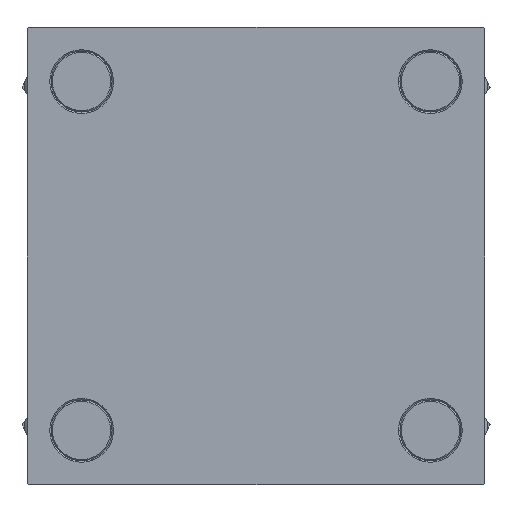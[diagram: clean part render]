
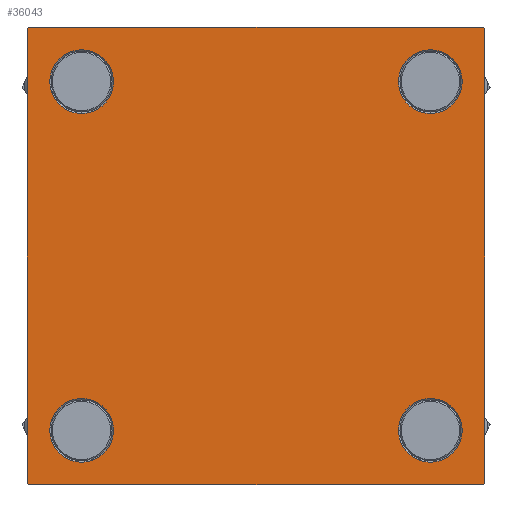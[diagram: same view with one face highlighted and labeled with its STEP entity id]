
A CAD part, left-side view. The second image highlights one B-rep face of the part: STEP entity #36043.
In plain terms, the highlighted planar face has unit normal (-1, 0, 0).
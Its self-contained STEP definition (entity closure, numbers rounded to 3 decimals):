
#1214 = ORIENTED_EDGE ( 'NONE', *, *, #8347, .T. ) ;
#1446 = DIRECTION ( 'NONE',  ( 1., 0., 0. ) ) ;
#1910 = CARTESIAN_POINT ( 'NONE',  ( 0., -62.95, -51.45 ) ) ;
#1998 = DIRECTION ( 'NONE',  ( 1., 0., 0. ) ) ;
#2589 = CARTESIAN_POINT ( 'NONE',  ( 0., -62.95, -62.95 ) ) ;
#2924 = CARTESIAN_POINT ( 'NONE',  ( 0., -62.95, 51.45 ) ) ;
#3281 = DIRECTION ( 'NONE',  ( 0., 0., 1. ) ) ;
#3739 = ORIENTED_EDGE ( 'NONE', *, *, #32744, .T. ) ;
#3994 = EDGE_CURVE ( 'NONE', #21854, #22511, #24224, .T. ) ;
#4232 = VERTEX_POINT ( 'NONE', #36387 ) ;
#4570 = EDGE_CURVE ( 'NONE', #22418, #6643, #9875, .T. ) ;
#5291 = ORIENTED_EDGE ( 'NONE', *, *, #40483, .T. ) ;
#5365 = FACE_BOUND ( 'NONE', #42176, .T. ) ;
#5623 = CARTESIAN_POINT ( 'NONE',  ( 0., 0., 0. ) ) ;
#6643 = VERTEX_POINT ( 'NONE', #1910 ) ;
#6944 = ORIENTED_EDGE ( 'NONE', *, *, #3994, .T. ) ;
#7158 = EDGE_CURVE ( 'NONE', #6643, #22418, #8310, .T. ) ;
#7211 = DIRECTION ( 'NONE',  ( 0., 0., -1. ) ) ;
#7260 = AXIS2_PLACEMENT_3D ( 'NONE', #24504, #35722, #28062 ) ;
#8250 = EDGE_CURVE ( 'NONE', #29769, #15652, #49880, .T. ) ;
#8310 = CIRCLE ( 'NONE', #18058, 11.5 ) ;
#8347 = EDGE_CURVE ( 'NONE', #22511, #4232, #13288, .T. ) ;
#8629 = LINE ( 'NONE', #27997, #41127 ) ;
#8651 = CARTESIAN_POINT ( 'NONE',  ( 0., 62.95, -62.95 ) ) ;
#8849 = CIRCLE ( 'NONE', #16180, 11.5 ) ;
#9232 = VERTEX_POINT ( 'NONE', #14682 ) ;
#9336 = EDGE_CURVE ( 'NONE', #15116, #27988, #31989, .T. ) ;
#9875 = CIRCLE ( 'NONE', #16409, 11.5 ) ;
#9928 = ORIENTED_EDGE ( 'NONE', *, *, #26298, .F. ) ;
#9930 = CARTESIAN_POINT ( 'NONE',  ( 0., 62.95, 62.95 ) ) ;
#10330 = VERTEX_POINT ( 'NONE', #18075 ) ;
#10477 = ORIENTED_EDGE ( 'NONE', *, *, #4570, .T. ) ;
#10790 = LINE ( 'NONE', #34742, #38770 ) ;
#11113 = DIRECTION ( 'NONE',  ( 1., 0., 0. ) ) ;
#11631 = DIRECTION ( 'NONE',  ( 1., 0., 0. ) ) ;
#11895 = VERTEX_POINT ( 'NONE', #29440 ) ;
#12050 = CARTESIAN_POINT ( 'NONE',  ( 0., 82., 82.5 ) ) ;
#12191 = DIRECTION ( 'NONE',  ( 0., -0.707, -0.707 ) ) ;
#12784 = ORIENTED_EDGE ( 'NONE', *, *, #20898, .T. ) ;
#13288 = LINE ( 'NONE', #47215, #49111 ) ;
#13289 = FACE_OUTER_BOUND ( 'NONE', #45656, .T. ) ;
#13500 = DIRECTION ( 'NONE',  ( 0., 0.707, -0.707 ) ) ;
#14682 = CARTESIAN_POINT ( 'NONE',  ( 0., 62.95, 51.45 ) ) ;
#15092 = CARTESIAN_POINT ( 'NONE',  ( 0., 62.95, -74.45 ) ) ;
#15116 = VERTEX_POINT ( 'NONE', #19452 ) ;
#15366 = EDGE_LOOP ( 'NONE', ( #33849, #10477 ) ) ;
#15652 = VERTEX_POINT ( 'NONE', #2924 ) ;
#16180 = AXIS2_PLACEMENT_3D ( 'NONE', #38162, #11631, #38421 ) ;
#16307 = VERTEX_POINT ( 'NONE', #49670 ) ;
#16409 = AXIS2_PLACEMENT_3D ( 'NONE', #22844, #11113, #27158 ) ;
#17062 = ORIENTED_EDGE ( 'NONE', *, *, #45441, .T. ) ;
#17553 = DIRECTION ( 'NONE',  ( 0., 0., 1. ) ) ;
#18058 = AXIS2_PLACEMENT_3D ( 'NONE', #2589, #29131, #49284 ) ;
#18075 = CARTESIAN_POINT ( 'NONE',  ( 0., -82., 82.5 ) ) ;
#19143 = VERTEX_POINT ( 'NONE', #46018 ) ;
#19452 = CARTESIAN_POINT ( 'NONE',  ( 0., -82., -82.5 ) ) ;
#19805 = EDGE_CURVE ( 'NONE', #11895, #25764, #19935, .T. ) ;
#19935 = CIRCLE ( 'NONE', #34585, 11.5 ) ;
#20263 = CARTESIAN_POINT ( 'NONE',  ( 0., -82.25, -82.25 ) ) ;
#20310 = VECTOR ( 'NONE', #41319, 1000. ) ;
#20898 = EDGE_CURVE ( 'NONE', #15652, #29769, #40317, .T. ) ;
#20945 = FACE_BOUND ( 'NONE', #36845, .T. ) ;
#21275 = VERTEX_POINT ( 'NONE', #49001 ) ;
#21408 = CARTESIAN_POINT ( 'NONE',  ( 0., 82.25, 82.25 ) ) ;
#21718 = LINE ( 'NONE', #37771, #48636 ) ;
#21854 = VERTEX_POINT ( 'NONE', #12050 ) ;
#22389 = EDGE_CURVE ( 'NONE', #9232, #21275, #49340, .T. ) ;
#22418 = VERTEX_POINT ( 'NONE', #50435 ) ;
#22511 = VERTEX_POINT ( 'NONE', #42292 ) ;
#22844 = CARTESIAN_POINT ( 'NONE',  ( 0., -62.95, -62.95 ) ) ;
#23030 = LINE ( 'NONE', #45982, #44820 ) ;
#23430 = EDGE_CURVE ( 'NONE', #4232, #19143, #8629, .T. ) ;
#24224 = LINE ( 'NONE', #21408, #39175 ) ;
#24265 = DIRECTION ( 'NONE',  ( 1., 0., 0. ) ) ;
#24504 = CARTESIAN_POINT ( 'NONE',  ( 0., 62.95, 62.95 ) ) ;
#24769 = FACE_BOUND ( 'NONE', #15366, .T. ) ;
#25172 = CIRCLE ( 'NONE', #7260, 11.5 ) ;
#25489 = DIRECTION ( 'NONE',  ( 0., 0., 1. ) ) ;
#25758 = CARTESIAN_POINT ( 'NONE',  ( 0., 82.5, 82.5 ) ) ;
#25764 = VERTEX_POINT ( 'NONE', #15092 ) ;
#26298 = EDGE_CURVE ( 'NONE', #16307, #27988, #10790, .T. ) ;
#26838 = CARTESIAN_POINT ( 'NONE',  ( 0., -62.95, 62.95 ) ) ;
#27158 = DIRECTION ( 'NONE',  ( 0., 0., 1. ) ) ;
#27432 = ORIENTED_EDGE ( 'NONE', *, *, #19805, .T. ) ;
#27646 = DIRECTION ( 'NONE',  ( 0., -0.707, 0.707 ) ) ;
#27988 = VERTEX_POINT ( 'NONE', #44539 ) ;
#27997 = CARTESIAN_POINT ( 'NONE',  ( 0., 82.25, -82.25 ) ) ;
#28062 = DIRECTION ( 'NONE',  ( 0., 0., 1. ) ) ;
#28290 = ORIENTED_EDGE ( 'NONE', *, *, #8250, .T. ) ;
#28828 = DIRECTION ( 'NONE',  ( 0., 0., -1. ) ) ;
#28829 = PLANE ( 'NONE',  #34894 ) ;
#29131 = DIRECTION ( 'NONE',  ( 1., 0., 0. ) ) ;
#29440 = CARTESIAN_POINT ( 'NONE',  ( 0., 62.95, -51.45 ) ) ;
#29589 = LINE ( 'NONE', #25758, #20310 ) ;
#29769 = VERTEX_POINT ( 'NONE', #45232 ) ;
#29786 = AXIS2_PLACEMENT_3D ( 'NONE', #9930, #1998, #25489 ) ;
#30077 = EDGE_CURVE ( 'NONE', #16307, #10330, #21718, .T. ) ;
#30085 = DIRECTION ( 'NONE',  ( -1., 0., 0. ) ) ;
#31989 = LINE ( 'NONE', #20263, #39322 ) ;
#32667 = DIRECTION ( 'NONE',  ( 0., 0., 1. ) ) ;
#32744 = EDGE_CURVE ( 'NONE', #25764, #11895, #8849, .T. ) ;
#33849 = ORIENTED_EDGE ( 'NONE', *, *, #7158, .T. ) ;
#34494 = DIRECTION ( 'NONE',  ( 1., 0., 0. ) ) ;
#34585 = AXIS2_PLACEMENT_3D ( 'NONE', #8651, #1446, #17553 ) ;
#34742 = CARTESIAN_POINT ( 'NONE',  ( 0., -82.5, 82.5 ) ) ;
#34894 = AXIS2_PLACEMENT_3D ( 'NONE', #5623, #30085, #3281 ) ;
#35722 = DIRECTION ( 'NONE',  ( 1., 0., 0. ) ) ;
#36043 = ADVANCED_FACE ( 'NONE', ( #44656, #24769, #5365, #20945, #13289 ), #28829, .T. ) ;
#36387 = CARTESIAN_POINT ( 'NONE',  ( 0., 82.5, -82. ) ) ;
#36845 = EDGE_LOOP ( 'NONE', ( #17062, #48758 ) ) ;
#36928 = ORIENTED_EDGE ( 'NONE', *, *, #9336, .T. ) ;
#37500 = ORIENTED_EDGE ( 'NONE', *, *, #30077, .T. ) ;
#37771 = CARTESIAN_POINT ( 'NONE',  ( 0., -82.25, 82.25 ) ) ;
#38162 = CARTESIAN_POINT ( 'NONE',  ( 0., 62.95, -62.95 ) ) ;
#38421 = DIRECTION ( 'NONE',  ( 0., 0., 1. ) ) ;
#38770 = VECTOR ( 'NONE', #7211, 1000. ) ;
#39175 = VECTOR ( 'NONE', #13500, 1000. ) ;
#39291 = AXIS2_PLACEMENT_3D ( 'NONE', #44161, #24265, #32667 ) ;
#39322 = VECTOR ( 'NONE', #27646, 1000. ) ;
#39354 = ORIENTED_EDGE ( 'NONE', *, *, #45613, .F. ) ;
#39517 = ORIENTED_EDGE ( 'NONE', *, *, #23430, .T. ) ;
#40317 = CIRCLE ( 'NONE', #46823, 11.5 ) ;
#40483 = EDGE_CURVE ( 'NONE', #19143, #15116, #23030, .T. ) ;
#41127 = VECTOR ( 'NONE', #12191, 1000. ) ;
#41319 = DIRECTION ( 'NONE',  ( 0., -1., 0. ) ) ;
#42176 = EDGE_LOOP ( 'NONE', ( #27432, #3739 ) ) ;
#42292 = CARTESIAN_POINT ( 'NONE',  ( 0., 82.5, 82. ) ) ;
#42666 = DIRECTION ( 'NONE',  ( 0., 0., 1. ) ) ;
#42668 = DIRECTION ( 'NONE',  ( 0., -1., 0. ) ) ;
#44161 = CARTESIAN_POINT ( 'NONE',  ( 0., -62.95, 62.95 ) ) ;
#44539 = CARTESIAN_POINT ( 'NONE',  ( 0., -82.5, -82. ) ) ;
#44656 = FACE_BOUND ( 'NONE', #47004, .T. ) ;
#44820 = VECTOR ( 'NONE', #42668, 1000. ) ;
#45232 = CARTESIAN_POINT ( 'NONE',  ( 0., -62.95, 74.45 ) ) ;
#45441 = EDGE_CURVE ( 'NONE', #21275, #9232, #25172, .T. ) ;
#45613 = EDGE_CURVE ( 'NONE', #21854, #10330, #29589, .T. ) ;
#45656 = EDGE_LOOP ( 'NONE', ( #1214, #39517, #5291, #36928, #9928, #37500, #39354, #6944 ) ) ;
#45982 = CARTESIAN_POINT ( 'NONE',  ( 0., 82.5, -82.5 ) ) ;
#46018 = CARTESIAN_POINT ( 'NONE',  ( 0., 82., -82.5 ) ) ;
#46823 = AXIS2_PLACEMENT_3D ( 'NONE', #26838, #34494, #42666 ) ;
#47004 = EDGE_LOOP ( 'NONE', ( #28290, #12784 ) ) ;
#47215 = CARTESIAN_POINT ( 'NONE',  ( 0., 82.5, 82.5 ) ) ;
#48636 = VECTOR ( 'NONE', #49738, 1000. ) ;
#48758 = ORIENTED_EDGE ( 'NONE', *, *, #22389, .T. ) ;
#49001 = CARTESIAN_POINT ( 'NONE',  ( 0., 62.95, 74.45 ) ) ;
#49111 = VECTOR ( 'NONE', #28828, 1000. ) ;
#49284 = DIRECTION ( 'NONE',  ( 0., 0., 1. ) ) ;
#49340 = CIRCLE ( 'NONE', #29786, 11.5 ) ;
#49670 = CARTESIAN_POINT ( 'NONE',  ( 0., -82.5, 82. ) ) ;
#49738 = DIRECTION ( 'NONE',  ( 0., 0.707, 0.707 ) ) ;
#49880 = CIRCLE ( 'NONE', #39291, 11.5 ) ;
#50435 = CARTESIAN_POINT ( 'NONE',  ( 0., -62.95, -74.45 ) ) ;
